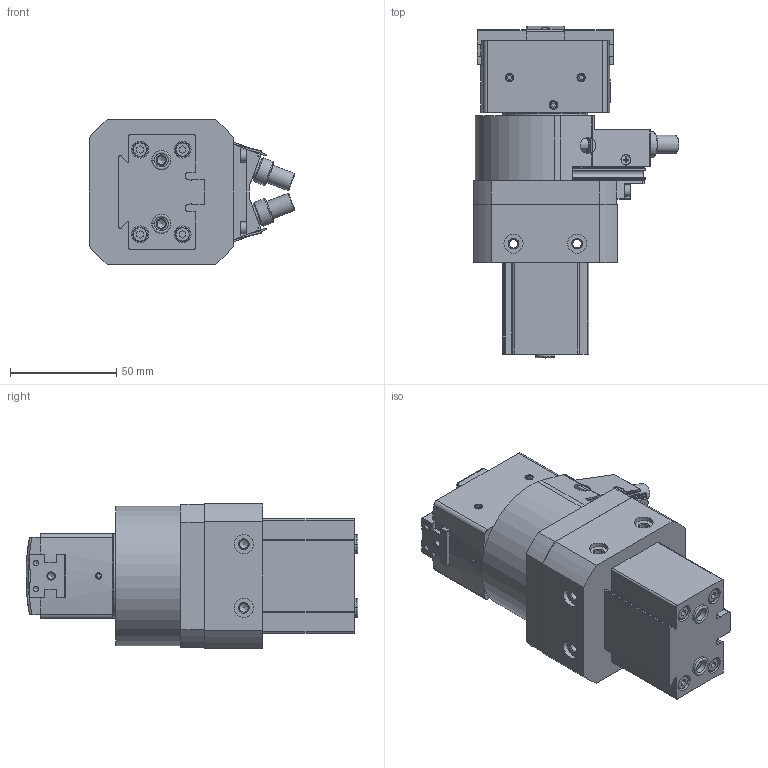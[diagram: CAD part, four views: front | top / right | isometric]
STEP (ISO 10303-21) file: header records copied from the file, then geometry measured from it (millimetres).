
FILE_DESCRIPTION(/* description */ ('STEP AP214'),/* implementation_level */ '2;1');
FILE_NAME(/* name */ '1187963_HGDS-PP-20-YSRT-A-B',/* time_stamp */ '2024-08-21T10:36:25+02:00',/* author */ ('License CC BY-ND 4.0'),/* organization */ ('CADENAS'),/* preprocessor_version */ 'ST-DEVELOPER v19.3',/* originating_system */ 'PARTsolutions',/* authorisation */ ' ');
FILE_SCHEMA (('AUTOMOTIVE_DESIGN {1 0 10303 214 3 1 1}'));
Length unit declared in the file: millimetre
Products named in the file (11): 1187963 HGDS-PP-20-YSRT-A-B--(1_0_0); 1187963 HGDS-PP-20-YSRT-A-B---(SR); 1190228 20; 548012 DYSC-7-5-Y1F---(SD_0); 666082 DSMH-16; DIN 965 AM2.5x6; 666068 DSMH-16; 1208129 HGDS-20-B; 1208296 HGDS-20-B; 666151 HGDS-20; 8137184 ZBH-9-B
Assembly tree (16 placements, depth 2):
  1187963 HGDS-PP-20-YSRT-A-B--(1_0_0)
    1187963 HGDS-PP-20-YSRT-A-B---(SR)
    1190228 20  x2
    548012 DYSC-7-5-Y1F---(SD_0)  x2
    666082 DSMH-16
    DIN 965 AM2.5x6  x2
    666068 DSMH-16
    1208129 HGDS-20-B
    1208296 HGDS-20-B  x2
    666151 HGDS-20  x2
    8137184 ZBH-9-B  x2
Bounding box: 96.9 x 156.4 x 68 mm (x, y, z)
Volume: 410698.5 mm3; surface area: 95070.4 mm2
Topology: 16 solids, 18 shells, 953 faces, 2406 edges, 1562 vertices
Faces by surface type: plane 577, cylinder 231, cone 118, torus 23, sphere 4
Full cylindrical faces by diameter (mm): 1.59 x2, 2 x1, 2.013 x2, 2.459 x2, 2.5 x10, 3 x2, 3.242 x10, 3.8 x2, 3.9 x2, 4 x4, 4.134 x12, 4.2 x2, 4.7 x2, 5.5 x2, 6 x14, 7 x10, 7.5 x2, 8 x4, 8.6 x2, 8.917 x4, 9 x8, 10 x2, 12 x2, 15 x2, 19 x1, 21 x1, 24 x1, 40 x2, 47 x1
Entity records: 24048 total; most frequent: CARTESIAN_POINT 4087, DIRECTION 3834, ORIENTED_EDGE 3516, EDGE_CURVE 1758, AXIS2_PLACEMENT_3D 1329, VERTEX_POINT 1265, LINE 1176, VECTOR 1176
